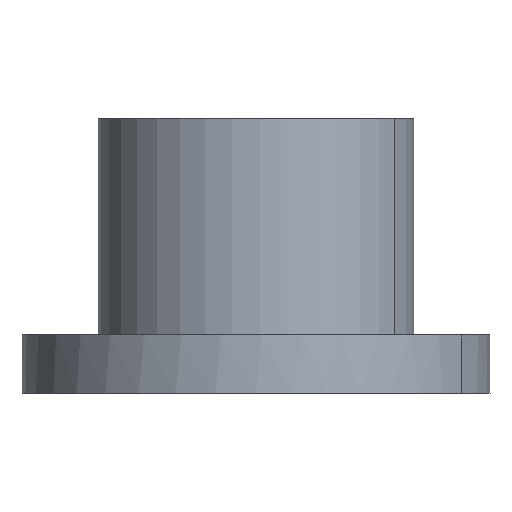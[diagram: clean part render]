
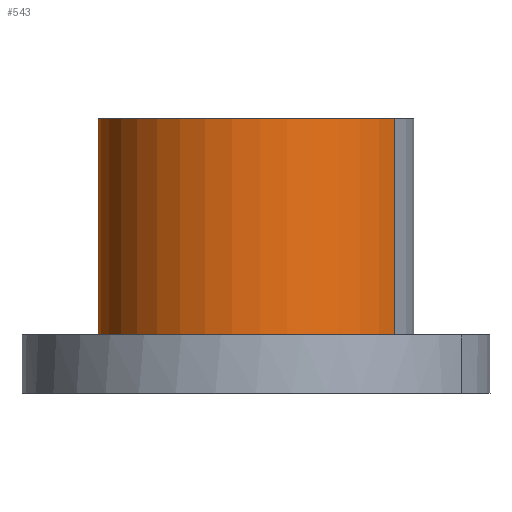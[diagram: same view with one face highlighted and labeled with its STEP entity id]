
A CAD part, left-side view. The second image highlights one B-rep face of the part: STEP entity #543.
In plain terms, the highlighted cylindrical face has radius 171.45 mm (diameter 342.9 mm), a partial arc.
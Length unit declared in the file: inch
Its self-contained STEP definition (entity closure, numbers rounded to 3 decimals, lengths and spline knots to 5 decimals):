
#121=AXIS2_PLACEMENT_3D('Circle Axis2P3D',#119,#120,$) ;
#504=AXIS2_PLACEMENT_3D('Cylinder Axis2P3D',#501,#502,#503) ;
#534=AXIS2_PLACEMENT_3D('Circle Axis2P3D',#532,#533,$) ;
#119=CARTESIAN_POINT('Axis2P3D Location',(0.,0.,2.5)) ;
#123=CARTESIAN_POINT('Vertex',(-3.23612,-5.92368,2.5)) ;
#125=CARTESIAN_POINT('Vertex',(3.23612,5.92368,2.5)) ;
#501=CARTESIAN_POINT('Axis2P3D Location',(0.,0.,5.75)) ;
#506=CARTESIAN_POINT('Line Origine',(3.23612,5.92368,7.125)) ;
#510=CARTESIAN_POINT('Vertex',(3.23612,5.92368,11.75)) ;
#517=CARTESIAN_POINT('Vertex',(-3.23612,-5.92368,11.75)) ;
#520=CARTESIAN_POINT('Line Origine',(-3.23612,-5.92368,7.125)) ;
#532=CARTESIAN_POINT('Axis2P3D Location',(0.,0.,11.75)) ;
#120=DIRECTION('Axis2P3D Direction',(0.,0.,-0.039)) ;
#502=DIRECTION('Axis2P3D Direction',(0.,0.,-0.039)) ;
#503=DIRECTION('Axis2P3D XDirection',(-0.019,-0.035,0.)) ;
#507=DIRECTION('Vector Direction',(0.,0.,-0.039)) ;
#521=DIRECTION('Vector Direction',(0.,0.,-0.039)) ;
#533=DIRECTION('Axis2P3D Direction',(0.,0.,-0.039)) ;
#508=VECTOR('Line Direction',#507,0.03937) ;
#522=VECTOR('Line Direction',#521,0.03937) ;
#538=ORIENTED_EDGE('',*,*,#127,.F.) ;
#539=ORIENTED_EDGE('',*,*,#524,.T.) ;
#540=ORIENTED_EDGE('',*,*,#536,.T.) ;
#541=ORIENTED_EDGE('',*,*,#512,.F.) ;
#543=ADVANCED_FACE('PartBody',(#542),#505,.T.) ;
#122=CIRCLE('generated circle',#121,6.75) ;
#535=CIRCLE('generated circle',#534,6.75) ;
#505=CYLINDRICAL_SURFACE('generated cylinder',#504,6.75) ;
#127=EDGE_CURVE('',#124,#126,#122,.T.) ;
#512=EDGE_CURVE('',#126,#511,#509,.F.) ;
#524=EDGE_CURVE('',#124,#518,#523,.F.) ;
#536=EDGE_CURVE('',#518,#511,#535,.T.) ;
#537=EDGE_LOOP('',(#538,#539,#540,#541)) ;
#542=FACE_OUTER_BOUND('',#537,.T.) ;
#509=LINE('Line',#506,#508) ;
#523=LINE('Line',#520,#522) ;
#124=VERTEX_POINT('',#123) ;
#126=VERTEX_POINT('',#125) ;
#511=VERTEX_POINT('',#510) ;
#518=VERTEX_POINT('',#517) ;
